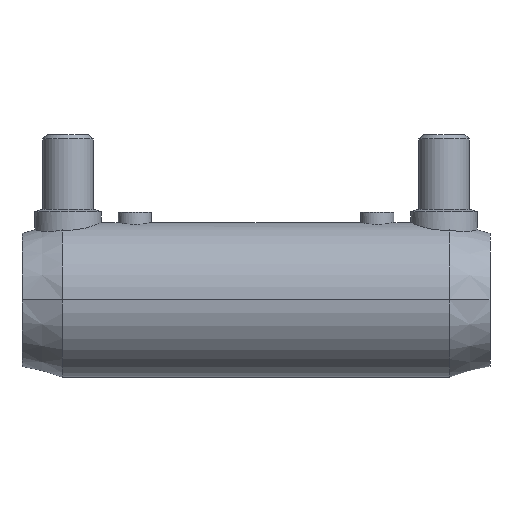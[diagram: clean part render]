
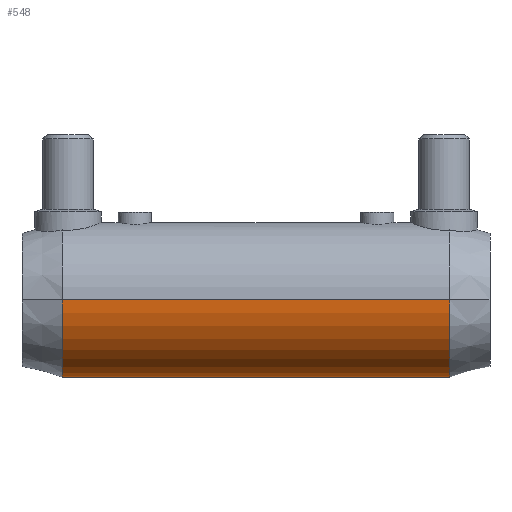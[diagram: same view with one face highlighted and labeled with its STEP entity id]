
A CAD part, front view. The second image highlights one B-rep face of the part: STEP entity #548.
In plain terms, the highlighted cylindrical face has radius 18.5 mm (diameter 37 mm), a partial arc.
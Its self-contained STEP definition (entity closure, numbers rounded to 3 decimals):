
#334 = VERTEX_POINT( '', #917 );
#352 = EDGE_CURVE( '', #636, #838, #938, .T. );
#396 = VERTEX_POINT( '', #991 );
#424 = EDGE_CURVE( '', #638, #396, #1022, .T. );
#466 = EDGE_CURVE( '', #334, #638, #1066, .T. );
#548 = ADVANCED_FACE( '', ( #1159 ), #1160, .T. );
#578 = EDGE_CURVE( '', #396, #622, #1193, .T. );
#622 = VERTEX_POINT( '', #1244 );
#634 = EDGE_CURVE( '', #750, #622, #1257, .T. );
#636 = VERTEX_POINT( '', #1259 );
#638 = VERTEX_POINT( '', #1261 );
#664 = EDGE_CURVE( '', #750, #838, #1291, .T. );
#668 = EDGE_CURVE( '', #334, #636, #1295, .T. );
#750 = VERTEX_POINT( '', #1386 );
#838 = VERTEX_POINT( '', #1486 );
#917 = CARTESIAN_POINT( '', ( 40.09, 18.5, 0. ) );
#938 = B_SPLINE_CURVE_WITH_KNOTS( '', 3, ( #1597, #1598, #1599, #1600, #1601, #1602, #1603, #1604, #1605, #1606, #1607, #1608, #1609, #1610, #1611, #1612, #1613, #1614, #1615, #1616, #1617, #1618 ), .UNSPECIFIED., .F., .F., ( 4, 2, 2, 2, 2, 2, 2, 2, 2, 2, 4 ), ( 0., 1.682, 3.364, 6.728, 10.093, 13.457, 16.65, 19.844, 23.038, 24.635, 26.231 ), .UNSPECIFIED. );
#991 = CARTESIAN_POINT( '', ( 9.659, -18.5, 0. ) );
#1022 = CIRCLE( '', #1754, 18.5 );
#1066 = LINE( '', #1831, #1832 );
#1159 = FACE_OUTER_BOUND( '', #2033, .T. );
#1160 = CYLINDRICAL_SURFACE( '', #2034, 18.5 );
#1193 = LINE( '', #2112, #2113 );
#1244 = CARTESIAN_POINT( '', ( 102.341, -18.5, 0. ) );
#1257 = CIRCLE( '', #2322, 18.5 );
#1259 = CARTESIAN_POINT( '', ( 56., 9.44, -15.91 ) );
#1261 = CARTESIAN_POINT( '', ( 9.659, 18.5, 0. ) );
#1291 = LINE( '', #2400, #2401 );
#1295 = B_SPLINE_CURVE_WITH_KNOTS( '', 3, ( #2406, #2407, #2408, #2409, #2410, #2411, #2412, #2413, #2414, #2415, #2416, #2417, #2418, #2419, #2420, #2421, #2422, #2423, #2424, #2425, #2426, #2427 ), .UNSPECIFIED., .F., .F., ( 4, 2, 2, 2, 2, 2, 2, 2, 2, 2, 4 ), ( 78.694, 80.291, 81.888, 85.082, 88.275, 91.469, 94.833, 98.198, 101.562, 103.244, 104.926 ), .UNSPECIFIED. );
#1386 = CARTESIAN_POINT( '', ( 102.341, 18.5, 0. ) );
#1486 = CARTESIAN_POINT( '', ( 71.91, 18.5, 0. ) );
#1597 = CARTESIAN_POINT( '', ( 56., 9.44, -15.91 ) );
#1598 = CARTESIAN_POINT( '', ( 56.561, 9.44, -15.91 ) );
#1599 = CARTESIAN_POINT( '', ( 57.112, 9.491, -15.88 ) );
#1600 = CARTESIAN_POINT( '', ( 58.194, 9.677, -15.767 ) );
#1601 = CARTESIAN_POINT( '', ( 58.725, 9.814, -15.684 ) );
#1602 = CARTESIAN_POINT( '', ( 60.286, 10.321, -15.359 ) );
#1603 = CARTESIAN_POINT( '', ( 61.285, 10.79, -15.042 ) );
#1604 = CARTESIAN_POINT( '', ( 63.188, 11.839, -14.231 ) );
#1605 = CARTESIAN_POINT( '', ( 64.092, 12.419, -13.736 ) );
#1606 = CARTESIAN_POINT( '', ( 65.775, 13.575, -12.594 ) );
#1607 = CARTESIAN_POINT( '', ( 66.553, 14.152, -11.947 ) );
#1608 = CARTESIAN_POINT( '', ( 67.912, 15.193, -10.588 ) );
#1609 = CARTESIAN_POINT( '', ( 68.549, 15.7, -9.833 ) );
#1610 = CARTESIAN_POINT( '', ( 69.695, 16.631, -8.16 ) );
#1611 = CARTESIAN_POINT( '', ( 70.205, 17.055, -7.243 ) );
#1612 = CARTESIAN_POINT( '', ( 71.04, 17.756, -5.295 ) );
#1613 = CARTESIAN_POINT( '', ( 71.367, 18.034, -4.262 ) );
#1614 = CARTESIAN_POINT( '', ( 71.693, 18.313, -2.675 ) );
#1615 = CARTESIAN_POINT( '', ( 71.775, 18.384, -2.14 ) );
#1616 = CARTESIAN_POINT( '', ( 71.883, 18.477, -1.069 ) );
#1617 = CARTESIAN_POINT( '', ( 71.91, 18.5, -0.532 ) );
#1618 = CARTESIAN_POINT( '', ( 71.91, 18.5, 0. ) );
#1754 = AXIS2_PLACEMENT_3D( '', #3074, #3075, #3076 );
#1831 = CARTESIAN_POINT( '', ( 56., 18.5, 0. ) );
#1832 = VECTOR( '', #3120, 1. );
#2033 = EDGE_LOOP( '', ( #3233, #3234, #3235, #3236, #3237, #3238, #3239 ) );
#2034 = AXIS2_PLACEMENT_3D( '', #3240, #3241, #3242 );
#2112 = CARTESIAN_POINT( '', ( 56., -18.5, 0. ) );
#2113 = VECTOR( '', #3283, 1. );
#2322 = AXIS2_PLACEMENT_3D( '', #3368, #3369, #3370 );
#2400 = CARTESIAN_POINT( '', ( 56., 18.5, 0. ) );
#2401 = VECTOR( '', #3411, 1. );
#2406 = CARTESIAN_POINT( '', ( 40.09, 18.5, 0. ) );
#2407 = CARTESIAN_POINT( '', ( 40.09, 18.5, -0.532 ) );
#2408 = CARTESIAN_POINT( '', ( 40.117, 18.477, -1.069 ) );
#2409 = CARTESIAN_POINT( '', ( 40.225, 18.384, -2.14 ) );
#2410 = CARTESIAN_POINT( '', ( 40.307, 18.313, -2.675 ) );
#2411 = CARTESIAN_POINT( '', ( 40.633, 18.034, -4.262 ) );
#2412 = CARTESIAN_POINT( '', ( 40.96, 17.756, -5.295 ) );
#2413 = CARTESIAN_POINT( '', ( 41.795, 17.055, -7.243 ) );
#2414 = CARTESIAN_POINT( '', ( 42.305, 16.631, -8.16 ) );
#2415 = CARTESIAN_POINT( '', ( 43.451, 15.7, -9.833 ) );
#2416 = CARTESIAN_POINT( '', ( 44.088, 15.193, -10.588 ) );
#2417 = CARTESIAN_POINT( '', ( 45.447, 14.152, -11.947 ) );
#2418 = CARTESIAN_POINT( '', ( 46.225, 13.575, -12.594 ) );
#2419 = CARTESIAN_POINT( '', ( 47.908, 12.419, -13.736 ) );
#2420 = CARTESIAN_POINT( '', ( 48.812, 11.839, -14.231 ) );
#2421 = CARTESIAN_POINT( '', ( 50.715, 10.79, -15.042 ) );
#2422 = CARTESIAN_POINT( '', ( 51.714, 10.321, -15.359 ) );
#2423 = CARTESIAN_POINT( '', ( 53.275, 9.814, -15.684 ) );
#2424 = CARTESIAN_POINT( '', ( 53.806, 9.677, -15.767 ) );
#2425 = CARTESIAN_POINT( '', ( 54.888, 9.491, -15.88 ) );
#2426 = CARTESIAN_POINT( '', ( 55.439, 9.44, -15.91 ) );
#2427 = CARTESIAN_POINT( '', ( 56., 9.44, -15.91 ) );
#3074 = CARTESIAN_POINT( '', ( 9.659, 0., 0. ) );
#3075 = DIRECTION( '', ( -1., 0., 0. ) );
#3076 = DIRECTION( '', ( 0., 1., 0. ) );
#3120 = DIRECTION( '', ( -1., 0., 0. ) );
#3233 = ORIENTED_EDGE( '', *, *, #664, .F. );
#3234 = ORIENTED_EDGE( '', *, *, #634, .T. );
#3235 = ORIENTED_EDGE( '', *, *, #578, .F. );
#3236 = ORIENTED_EDGE( '', *, *, #424, .F. );
#3237 = ORIENTED_EDGE( '', *, *, #466, .F. );
#3238 = ORIENTED_EDGE( '', *, *, #668, .T. );
#3239 = ORIENTED_EDGE( '', *, *, #352, .T. );
#3240 = CARTESIAN_POINT( '', ( 56., 0., 0. ) );
#3241 = DIRECTION( '', ( 1., 0., 0. ) );
#3242 = DIRECTION( '', ( 0., 1., 0. ) );
#3283 = DIRECTION( '', ( 1., 0., 0. ) );
#3368 = CARTESIAN_POINT( '', ( 102.341, 0., 0. ) );
#3369 = DIRECTION( '', ( -1., 0., 0. ) );
#3370 = DIRECTION( '', ( 0., 1., 0. ) );
#3411 = DIRECTION( '', ( -1., 0., 0. ) );
